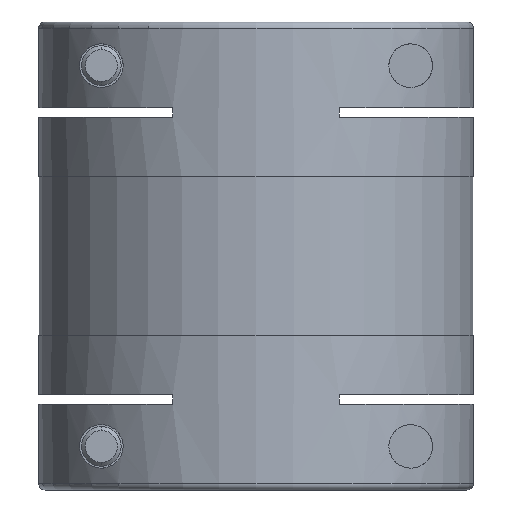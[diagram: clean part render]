
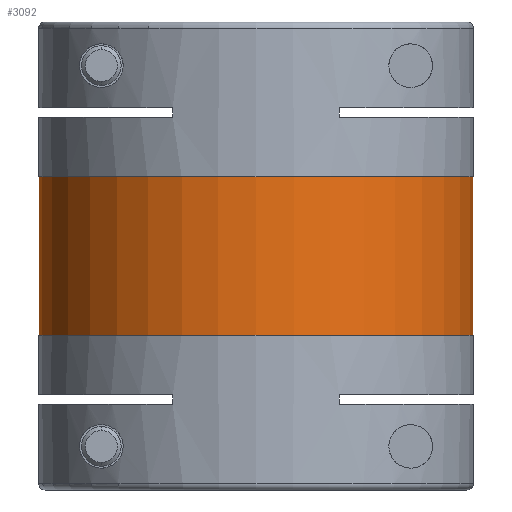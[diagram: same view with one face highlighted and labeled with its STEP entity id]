
A CAD part, front view. The second image highlights one B-rep face of the part: STEP entity #3092.
In plain terms, the highlighted cylindrical face has radius 27.35 mm (diameter 54.7 mm), a partial arc.
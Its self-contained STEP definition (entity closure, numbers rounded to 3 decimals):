
#51 = ORIENTED_EDGE ( 'NONE', *, *, #5047, .F. ) ;
#736 = VECTOR ( 'NONE', #1005, 1000. ) ;
#934 = CARTESIAN_POINT ( 'NONE',  ( 0., 0., -59. ) ) ;
#964 = DIRECTION ( 'NONE',  ( 0., 0., 1. ) ) ;
#1005 = DIRECTION ( 'NONE',  ( 0., 0., 1. ) ) ;
#1053 = DIRECTION ( 'NONE',  ( -1., 0., 0. ) ) ;
#1176 = CARTESIAN_POINT ( 'NONE',  ( 27.35, 0., -39.5 ) ) ;
#1232 = CARTESIAN_POINT ( 'NONE',  ( -27.35, 0., -59. ) ) ;
#1357 = CYLINDRICAL_SURFACE ( 'NONE', #2637, 27.35 ) ;
#1548 = DIRECTION ( 'NONE',  ( 0., 0., -1. ) ) ;
#1596 = EDGE_CURVE ( 'NONE', #4141, #4835, #5194, .T. ) ;
#1597 = DIRECTION ( 'NONE',  ( 0., 0., 1. ) ) ;
#1780 = EDGE_CURVE ( 'NONE', #4500, #4141, #5327, .T. ) ;
#1815 = ORIENTED_EDGE ( 'NONE', *, *, #1780, .T. ) ;
#1916 = CIRCLE ( 'NONE', #3103, 27.35 ) ;
#2154 = ORIENTED_EDGE ( 'NONE', *, *, #1596, .T. ) ;
#2411 = CARTESIAN_POINT ( 'NONE',  ( 0., 0., -19.5 ) ) ;
#2541 = LINE ( 'NONE', #1232, #3824 ) ;
#2637 = AXIS2_PLACEMENT_3D ( 'NONE', #934, #964, #2745 ) ;
#2711 = VERTEX_POINT ( 'NONE', #4804 ) ;
#2745 = DIRECTION ( 'NONE',  ( -1., 0., 0. ) ) ;
#3092 = ADVANCED_FACE ( 'NONE', ( #3524 ), #1357, .T. ) ;
#3103 = AXIS2_PLACEMENT_3D ( 'NONE', #4336, #4361, #5130 ) ;
#3524 = FACE_OUTER_BOUND ( 'NONE', #5399, .T. ) ;
#3824 = VECTOR ( 'NONE', #1597, 1000. ) ;
#4141 = VERTEX_POINT ( 'NONE', #4616 ) ;
#4336 = CARTESIAN_POINT ( 'NONE',  ( 0., 0., -39.5 ) ) ;
#4361 = DIRECTION ( 'NONE',  ( 0., 0., -1. ) ) ;
#4416 = CARTESIAN_POINT ( 'NONE',  ( -27.35, 0., -19.5 ) ) ;
#4500 = VERTEX_POINT ( 'NONE', #1176 ) ;
#4616 = CARTESIAN_POINT ( 'NONE',  ( 27.35, 0., -19.5 ) ) ;
#4633 = EDGE_CURVE ( 'NONE', #4500, #2711, #1916, .T. ) ;
#4765 = CARTESIAN_POINT ( 'NONE',  ( 27.35, 0., -59. ) ) ;
#4804 = CARTESIAN_POINT ( 'NONE',  ( -27.35, 0., -39.5 ) ) ;
#4835 = VERTEX_POINT ( 'NONE', #4416 ) ;
#4992 = ORIENTED_EDGE ( 'NONE', *, *, #4633, .F. ) ;
#5047 = EDGE_CURVE ( 'NONE', #2711, #4835, #2541, .T. ) ;
#5130 = DIRECTION ( 'NONE',  ( -1., 0., 0. ) ) ;
#5194 = CIRCLE ( 'NONE', #5288, 27.35 ) ;
#5288 = AXIS2_PLACEMENT_3D ( 'NONE', #2411, #1548, #1053 ) ;
#5327 = LINE ( 'NONE', #4765, #736 ) ;
#5399 = EDGE_LOOP ( 'NONE', ( #4992, #1815, #2154, #51 ) ) ;
